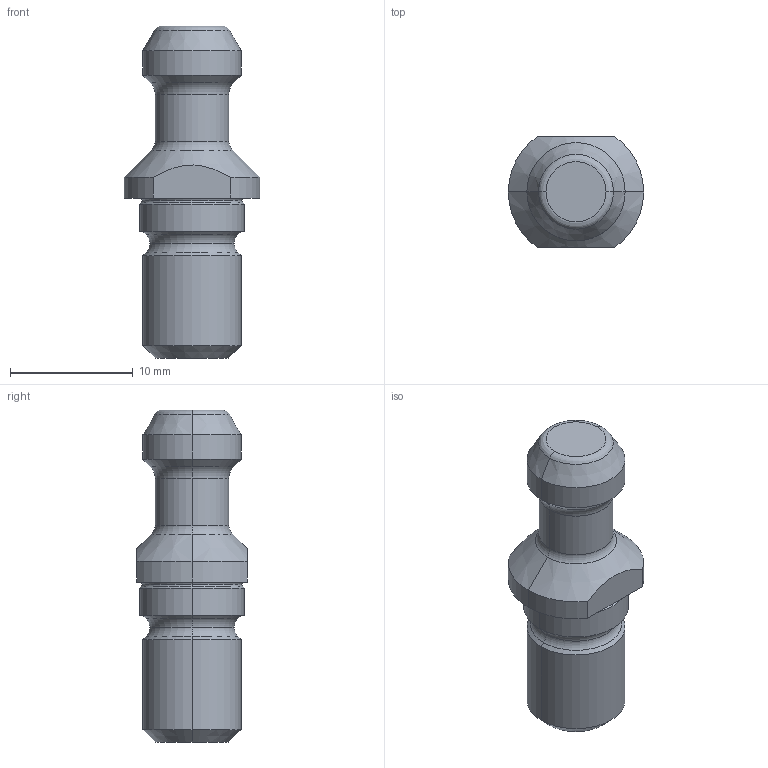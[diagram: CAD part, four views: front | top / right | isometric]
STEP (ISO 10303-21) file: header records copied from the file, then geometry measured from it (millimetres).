
FILE_DESCRIPTION(('HOOPS Exchange Step'),'2;1');
FILE_NAME('export-9B99710F-E41E-4DB6-A63F-5FD2255442E0.stp','2023-06-05T11:09:29+02:00',('Engineering'),('Alibre'),'HOOPS Exchange 2021.0','Alibre','Unknown authorisation');
FILE_SCHEMA( ('AP242_MANAGED_MODEL_BASED_3D_ENGINEERING_MIM_LF {1 0 10303 442 1 1 4 }') );
Length unit declared in the file: millimetre
Products named in the file (1): 6313 Spare Pullstud for TeknoMotor ATC41 ISO20
Bounding box: 11 x 9 x 27 mm (x, y, z)
Volume: 1279.3 mm3; surface area: 802.1 mm2
Topology: 1 solids, 1 shells, 46 faces, 94 edges, 52 vertices
Faces by surface type: cone 14, torus 14, cylinder 12, plane 6
Entity records: 1241 total; most frequent: DIRECTION 250, CARTESIAN_POINT 198, ORIENTED_EDGE 188, AXIS2_PLACEMENT_3D 110, EDGE_CURVE 94, CIRCLE 62, VERTEX_POINT 52, EDGE_LOOP 48
